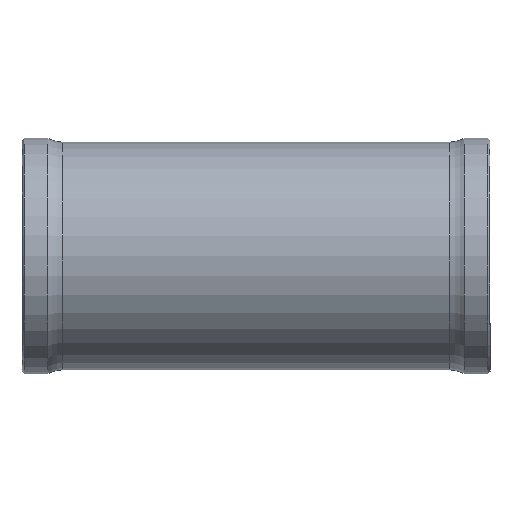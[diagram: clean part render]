
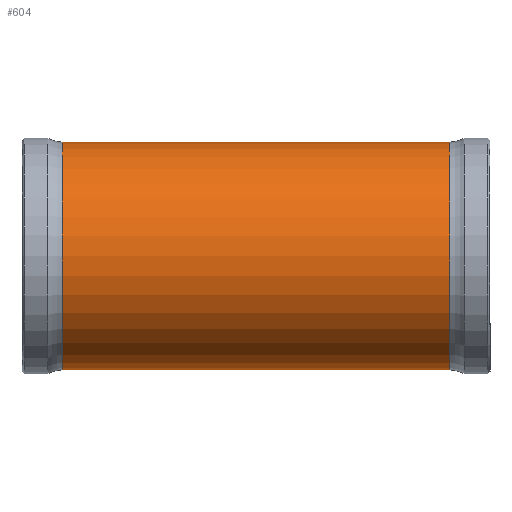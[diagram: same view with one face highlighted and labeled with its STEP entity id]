
A CAD part, top view. The second image highlights one B-rep face of the part: STEP entity #604.
In plain terms, the highlighted cylindrical face has radius 24.6 mm (diameter 49.2 mm), a partial arc.
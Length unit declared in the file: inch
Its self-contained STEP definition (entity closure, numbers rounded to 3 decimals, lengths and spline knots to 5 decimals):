
#15 = AXIS2_PLACEMENT_3D ( 'NONE', #492, #682, #107 ) ;
#29 = LINE ( 'NONE', #114, #824 ) ;
#107 = DIRECTION ( 'NONE',  ( 0., -1., 0. ) ) ;
#113 = ORIENTED_EDGE ( 'NONE', *, *, #501, .T. ) ;
#114 = CARTESIAN_POINT ( 'NONE',  ( -2.0062, -0.98, 0. ) ) ;
#115 = CARTESIAN_POINT ( 'NONE',  ( -1.64671, -0.0115, 0. ) ) ;
#156 = CIRCLE ( 'NONE', #15, 0.9685 ) ;
#162 = CARTESIAN_POINT ( 'NONE',  ( 1.64671, -0.98, 0. ) ) ;
#165 = AXIS2_PLACEMENT_3D ( 'NONE', #115, #295, #360 ) ;
#256 = CARTESIAN_POINT ( 'NONE',  ( 1.64671, 0.957, 0. ) ) ;
#295 = DIRECTION ( 'NONE',  ( -1., 0., 0. ) ) ;
#301 = CIRCLE ( 'NONE', #165, 0.9685 ) ;
#303 = CARTESIAN_POINT ( 'NONE',  ( -2.0062, 0.957, 0. ) ) ;
#321 = DIRECTION ( 'NONE',  ( -1., 0., 0. ) ) ;
#329 = DIRECTION ( 'NONE',  ( -1., 0., 0. ) ) ;
#336 = VERTEX_POINT ( 'NONE', #256 ) ;
#360 = DIRECTION ( 'NONE',  ( 0., -1., 0. ) ) ;
#361 = EDGE_CURVE ( 'NONE', #495, #403, #301, .T. ) ;
#403 = VERTEX_POINT ( 'NONE', #434 ) ;
#413 = EDGE_CURVE ( 'NONE', #336, #403, #699, .T. ) ;
#430 = CYLINDRICAL_SURFACE ( 'NONE', #452, 0.9685 ) ;
#434 = CARTESIAN_POINT ( 'NONE',  ( -1.64671, 0.957, 0. ) ) ;
#452 = AXIS2_PLACEMENT_3D ( 'NONE', #661, #321, #563 ) ;
#473 = VERTEX_POINT ( 'NONE', #162 ) ;
#481 = FACE_OUTER_BOUND ( 'NONE', #588, .T. ) ;
#492 = CARTESIAN_POINT ( 'NONE',  ( 1.64671, -0.0115, 0. ) ) ;
#495 = VERTEX_POINT ( 'NONE', #765 ) ;
#501 = EDGE_CURVE ( 'NONE', #473, #336, #156, .T. ) ;
#516 = ORIENTED_EDGE ( 'NONE', *, *, #413, .T. ) ;
#553 = ORIENTED_EDGE ( 'NONE', *, *, #361, .F. ) ;
#560 = DIRECTION ( 'NONE',  ( -1., 0., 0. ) ) ;
#563 = DIRECTION ( 'NONE',  ( 0., -1., 0. ) ) ;
#588 = EDGE_LOOP ( 'NONE', ( #113, #516, #553, #742 ) ) ;
#604 = ADVANCED_FACE ( 'NONE', ( #481 ), #430, .T. ) ;
#621 = VECTOR ( 'NONE', #560, 39.37008 ) ;
#661 = CARTESIAN_POINT ( 'NONE',  ( -2.0062, -0.0115, 0. ) ) ;
#673 = EDGE_CURVE ( 'NONE', #473, #495, #29, .T. ) ;
#682 = DIRECTION ( 'NONE',  ( -1., 0., 0. ) ) ;
#699 = LINE ( 'NONE', #303, #621 ) ;
#742 = ORIENTED_EDGE ( 'NONE', *, *, #673, .F. ) ;
#765 = CARTESIAN_POINT ( 'NONE',  ( -1.64671, -0.98, 0. ) ) ;
#824 = VECTOR ( 'NONE', #329, 39.37008 ) ;
